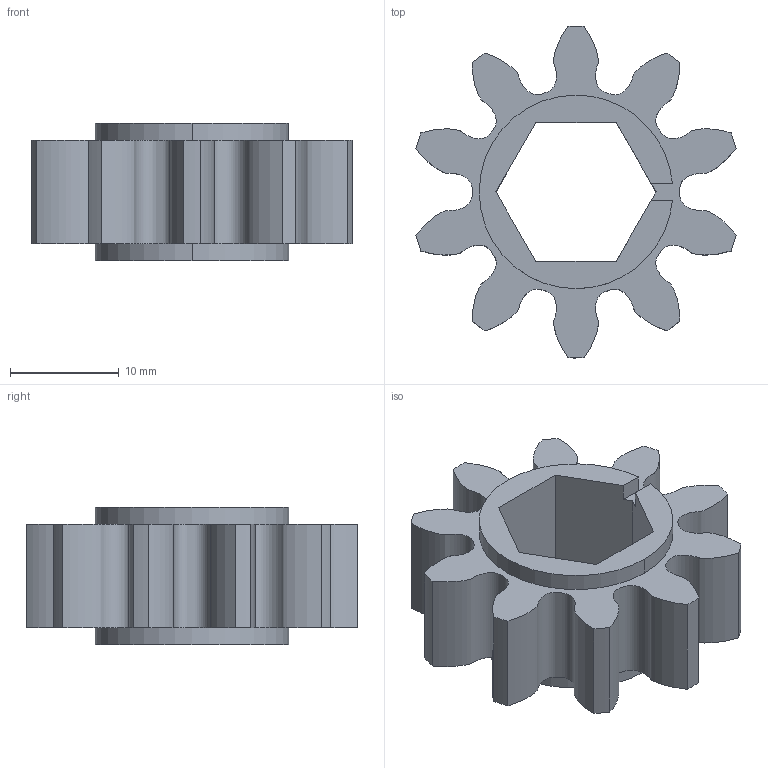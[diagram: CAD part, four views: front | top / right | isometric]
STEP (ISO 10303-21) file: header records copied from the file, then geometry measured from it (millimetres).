
FILE_DESCRIPTION (( 'STEP AP214' ), '1' );
FILE_NAME ('WCP-0750.STEP', '2022-11-28T02:27:42', ( '' ), ( '' ), 'SwSTEP 2.0', 'SolidWorks 2020', '' );
FILE_SCHEMA (( 'AUTOMOTIVE_DESIGN' ));
Length unit declared in the file: inch
Products named in the file (1): WCP-0750
Bounding box: 29.41 x 30.48 x 12.65 mm (x, y, z)
Volume: 3823.1 mm3; surface area: 2915.3 mm2
Topology: 1 solids, 1 shells, 37 faces, 102 edges, 68 vertices
Faces by surface type: cylinder 15, plane 12, bspline 10
Entity records: 6690 total; most frequent: CARTESIAN_POINT 5738, ORIENTED_EDGE 204, DIRECTION 168, EDGE_CURVE 102, VERTEX_POINT 68, AXIS2_PLACEMENT_3D 58, LINE 52, VECTOR 52
